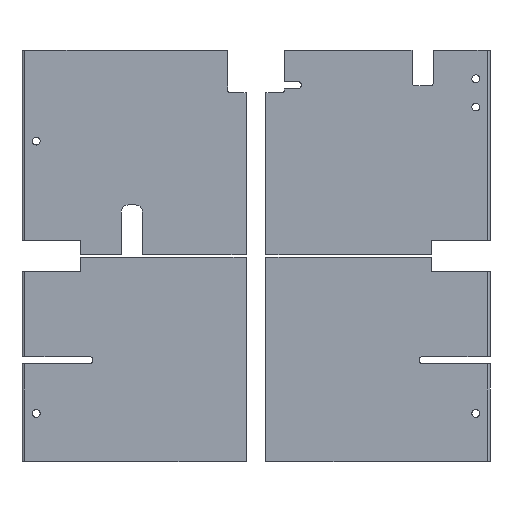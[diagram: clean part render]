
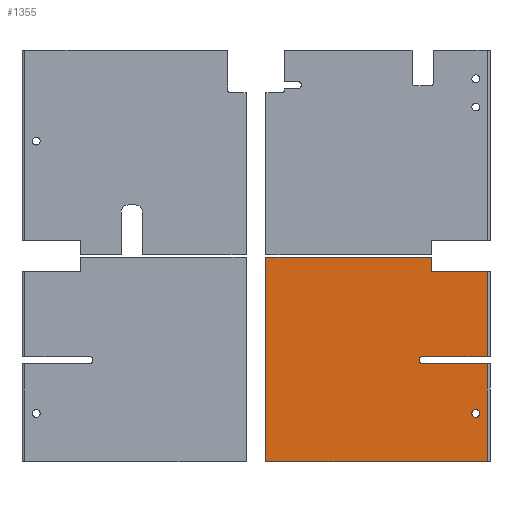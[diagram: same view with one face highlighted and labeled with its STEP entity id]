
A CAD part, top view. The second image highlights one B-rep face of the part: STEP entity #1355.
In plain terms, the highlighted planar face has unit normal (0, 0, 1).
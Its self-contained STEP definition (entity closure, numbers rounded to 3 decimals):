
#43=FACE_BOUND('',#195,.T.);
#76=CIRCLE('',#1478,2.5);
#77=CIRCLE('',#1480,2.75);
#121=FACE_OUTER_BOUND('',#194,.T.);
#194=EDGE_LOOP('',(#938,#939,#940,#941,#942,#943,#944,#945,#946,#947));
#195=EDGE_LOOP('',(#948));
#271=LINE('',#1999,#426);
#276=LINE('',#2011,#431);
#277=LINE('',#2017,#432);
#288=LINE('',#2047,#443);
#289=LINE('',#2050,#444);
#290=LINE('',#2052,#445);
#291=LINE('',#2053,#446);
#292=LINE('',#2055,#447);
#293=LINE('',#2056,#448);
#426=VECTOR('',#1599,10.);
#431=VECTOR('',#1608,10.);
#432=VECTOR('',#1613,10.);
#443=VECTOR('',#1644,10.);
#444=VECTOR('',#1647,10.);
#445=VECTOR('',#1648,10.);
#446=VECTOR('',#1649,10.);
#447=VECTOR('',#1650,10.);
#448=VECTOR('',#1651,10.);
#581=VERTEX_POINT('',#1996);
#582=VERTEX_POINT('',#1998);
#584=VERTEX_POINT('',#2003);
#587=VERTEX_POINT('',#2009);
#588=VERTEX_POINT('',#2013);
#590=VERTEX_POINT('',#2016);
#593=VERTEX_POINT('',#2027);
#599=VERTEX_POINT('',#2045);
#600=VERTEX_POINT('',#2049);
#601=VERTEX_POINT('',#2051);
#602=VERTEX_POINT('',#2054);
#711=EDGE_CURVE('',#581,#582,#271,.T.);
#717=EDGE_CURVE('',#584,#587,#276,.T.);
#719=EDGE_CURVE('',#590,#588,#277,.T.);
#724=EDGE_CURVE('',#587,#590,#76,.T.);
#725=EDGE_CURVE('',#593,#593,#77,.T.);
#735=EDGE_CURVE('',#599,#588,#288,.T.);
#736=EDGE_CURVE('',#599,#600,#289,.T.);
#737=EDGE_CURVE('',#600,#601,#290,.T.);
#738=EDGE_CURVE('',#601,#582,#291,.T.);
#739=EDGE_CURVE('',#602,#581,#292,.T.);
#740=EDGE_CURVE('',#584,#602,#293,.T.);
#938=ORIENTED_EDGE('',*,*,#717,.T.);
#939=ORIENTED_EDGE('',*,*,#724,.T.);
#940=ORIENTED_EDGE('',*,*,#719,.T.);
#941=ORIENTED_EDGE('',*,*,#735,.F.);
#942=ORIENTED_EDGE('',*,*,#736,.T.);
#943=ORIENTED_EDGE('',*,*,#737,.T.);
#944=ORIENTED_EDGE('',*,*,#738,.T.);
#945=ORIENTED_EDGE('',*,*,#711,.F.);
#946=ORIENTED_EDGE('',*,*,#739,.F.);
#947=ORIENTED_EDGE('',*,*,#740,.F.);
#948=ORIENTED_EDGE('',*,*,#725,.T.);
#1299=PLANE('',#1486);
#1355=ADVANCED_FACE('',(#121,#43),#1299,.T.);
#1478=AXIS2_PLACEMENT_3D('',#2025,#1621,#1622);
#1480=AXIS2_PLACEMENT_3D('',#2028,#1625,#1626);
#1486=AXIS2_PLACEMENT_3D('',#2048,#1645,#1646);
#1599=DIRECTION('',(0.,1.,0.));
#1608=DIRECTION('',(-1.,0.,0.));
#1613=DIRECTION('',(1.,0.,0.));
#1621=DIRECTION('center_axis',(0.,0.,-1.));
#1622=DIRECTION('ref_axis',(0.,1.,0.));
#1625=DIRECTION('center_axis',(0.,0.,-1.));
#1626=DIRECTION('ref_axis',(-1.,0.,0.));
#1644=DIRECTION('',(0.,-1.,0.));
#1645=DIRECTION('center_axis',(0.,0.,1.));
#1646=DIRECTION('ref_axis',(1.,0.,0.));
#1647=DIRECTION('',(-1.,0.,0.));
#1648=DIRECTION('',(0.,1.,0.));
#1649=DIRECTION('',(-1.,0.,0.));
#1650=DIRECTION('',(-1.,0.,0.));
#1651=DIRECTION('',(0.,-1.,0.));
#1996=CARTESIAN_POINT('',(7.,-145.,4.));
#1998=CARTESIAN_POINT('',(7.,-1.,4.));
#1999=CARTESIAN_POINT('',(7.,-1.,4.));
#2003=CARTESIAN_POINT('',(163.,-76.,4.));
#2009=CARTESIAN_POINT('',(117.5,-76.,4.));
#2011=CARTESIAN_POINT('',(128.,-76.,4.));
#2013=CARTESIAN_POINT('',(163.,-71.,4.));
#2016=CARTESIAN_POINT('',(117.5,-71.,4.));
#2017=CARTESIAN_POINT('',(104.25,-71.,4.));
#2025=CARTESIAN_POINT('Origin',(117.5,-73.5,4.));
#2027=CARTESIAN_POINT('',(157.75,-111.,4.));
#2028=CARTESIAN_POINT('Origin',(155.,-111.,4.));
#2045=CARTESIAN_POINT('',(163.,-11.,4.));
#2047=CARTESIAN_POINT('',(163.,-109.,4.));
#2048=CARTESIAN_POINT('Origin',(91.,-73.,4.));
#2049=CARTESIAN_POINT('',(124.,-11.,4.));
#2050=CARTESIAN_POINT('',(165.,-11.,4.));
#2051=CARTESIAN_POINT('',(124.,-1.,4.));
#2052=CARTESIAN_POINT('',(124.,-11.,4.));
#2053=CARTESIAN_POINT('',(124.,-1.,4.));
#2054=CARTESIAN_POINT('',(163.,-145.,4.));
#2055=CARTESIAN_POINT('',(17.,-145.,4.));
#2056=CARTESIAN_POINT('',(163.,-109.,4.));
